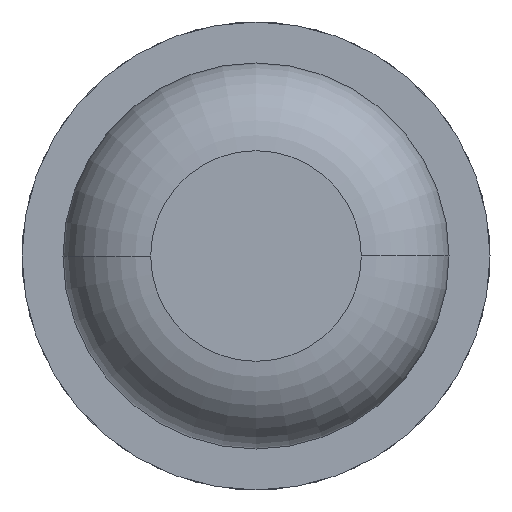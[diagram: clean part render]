
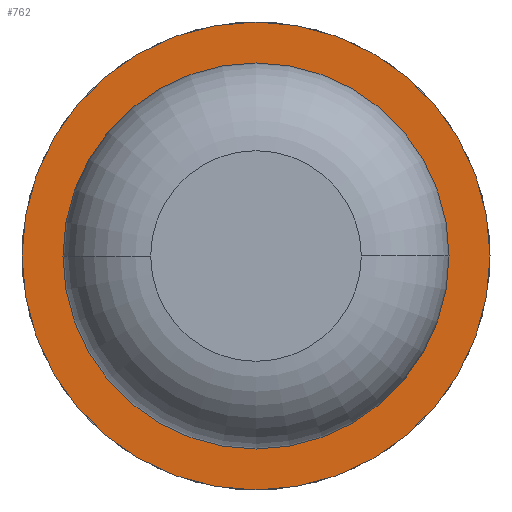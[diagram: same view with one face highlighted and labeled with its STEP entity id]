
A CAD part, front view. The second image highlights one B-rep face of the part: STEP entity #762.
In plain terms, the highlighted planar face has unit normal (0, -1, 0).
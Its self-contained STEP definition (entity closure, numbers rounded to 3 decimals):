
#27 = VERTEX_POINT ( 'NONE', #3043 ) ;
#128 = DIRECTION ( 'NONE',  ( -1., 0., 0. ) ) ;
#216 = EDGE_CURVE ( 'Defeature ausgef�hrt1_5+Defeature ausgef�hrt1_0+Defeature ausgef�hrt1_0+Defeature ausgef�hrt1_0', #3265, #708, #1374, .T. ) ;
#365 = EDGE_LOOP ( 'NONE', ( #3800, #2377 ) ) ;
#408 = CIRCLE ( 'NONE', #3824, 1. ) ;
#432 = DIRECTION ( 'NONE',  ( -1., 0., 0. ) ) ;
#516 = CIRCLE ( 'NONE', #1807, 0.825 ) ;
#539 = CARTESIAN_POINT ( 'NONE',  ( -1., -5., 0. ) ) ;
#609 = CARTESIAN_POINT ( 'NONE',  ( 0., -5., 0. ) ) ;
#651 = AXIS2_PLACEMENT_3D ( 'NONE', #2600, #774, #432 ) ;
#679 = DIRECTION ( 'NONE',  ( -1., 0., 0. ) ) ;
#708 = VERTEX_POINT ( 'NONE', #1279 ) ;
#752 = ORIENTED_EDGE ( 'NONE', *, *, #1309, .F. ) ;
#762 = ADVANCED_FACE ( 'Defeature ausgef�hrt1_5', ( #2051, #3273 ), #3803, .F. ) ;
#774 = DIRECTION ( 'NONE',  ( 0., 1., 0. ) ) ;
#802 = VERTEX_POINT ( 'NONE', #539 ) ;
#1035 = DIRECTION ( 'NONE',  ( 0., 1., 0. ) ) ;
#1279 = CARTESIAN_POINT ( 'NONE',  ( 0.825, -5., 0. ) ) ;
#1309 = EDGE_CURVE ( 'Defeature ausgef�hrt1_6+Defeature ausgef�hrt1_5+Defeature ausgef�hrt1_5+Defeature ausgef�hrt1_5', #802, #27, #3518, .T. ) ;
#1314 = DIRECTION ( 'NONE',  ( 0., 1., 0. ) ) ;
#1345 = DIRECTION ( 'NONE',  ( 0., 1., 0. ) ) ;
#1374 = CIRCLE ( 'NONE', #2700, 0.825 ) ;
#1675 = DIRECTION ( 'NONE',  ( -1., 0., 0. ) ) ;
#1795 = EDGE_CURVE ( 'Defeature ausgef�hrt1_5+Defeature ausgef�hrt1_0+Defeature ausgef�hrt1_0+Defeature ausgef�hrt1_0', #708, #3265, #516, .T. ) ;
#1807 = AXIS2_PLACEMENT_3D ( 'NONE', #3472, #1314, #679 ) ;
#2051 = FACE_OUTER_BOUND ( 'NONE', #3785, .T. ) ;
#2377 = ORIENTED_EDGE ( 'NONE', *, *, #1795, .T. ) ;
#2600 = CARTESIAN_POINT ( 'NONE',  ( 0., -5., 0. ) ) ;
#2666 = ORIENTED_EDGE ( 'NONE', *, *, #3196, .F. ) ;
#2700 = AXIS2_PLACEMENT_3D ( 'NONE', #3455, #1035, #1675 ) ;
#3043 = CARTESIAN_POINT ( 'NONE',  ( 1., -5., 0. ) ) ;
#3156 = CARTESIAN_POINT ( 'NONE',  ( 0.825, -5., 0. ) ) ;
#3196 = EDGE_CURVE ( 'Defeature ausgef�hrt1_6+Defeature ausgef�hrt1_5+Defeature ausgef�hrt1_5+Defeature ausgef�hrt1_5', #27, #802, #408, .T. ) ;
#3265 = VERTEX_POINT ( 'NONE', #3423 ) ;
#3273 = FACE_BOUND ( 'NONE', #365, .T. ) ;
#3354 = DIRECTION ( 'NONE',  ( 0., 1., 0. ) ) ;
#3423 = CARTESIAN_POINT ( 'NONE',  ( -0.825, -5., 0. ) ) ;
#3426 = AXIS2_PLACEMENT_3D ( 'NONE', #3156, #1345, #128 ) ;
#3455 = CARTESIAN_POINT ( 'NONE',  ( 0., -5., 0. ) ) ;
#3472 = CARTESIAN_POINT ( 'NONE',  ( 0., -5., 0. ) ) ;
#3518 = CIRCLE ( 'NONE', #651, 1. ) ;
#3652 = DIRECTION ( 'NONE',  ( -1., 0., 0. ) ) ;
#3785 = EDGE_LOOP ( 'NONE', ( #752, #2666 ) ) ;
#3800 = ORIENTED_EDGE ( 'NONE', *, *, #216, .T. ) ;
#3803 = PLANE ( 'NONE',  #3426 ) ;
#3824 = AXIS2_PLACEMENT_3D ( 'NONE', #609, #3354, #3652 ) ;
